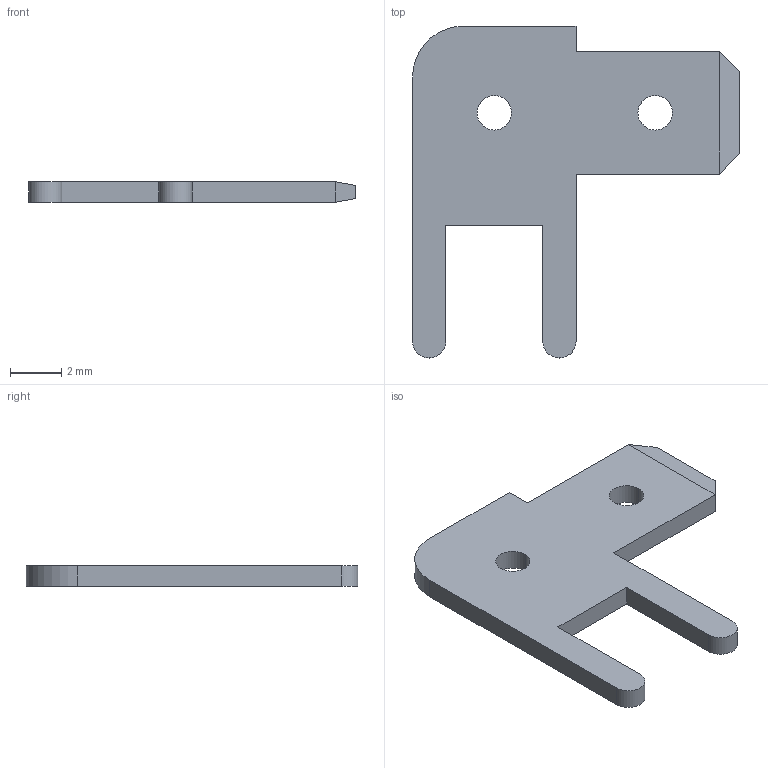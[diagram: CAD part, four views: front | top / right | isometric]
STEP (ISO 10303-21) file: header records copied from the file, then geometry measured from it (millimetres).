
FILE_DESCRIPTION(('STEP AP214'),'1');
FILE_NAME('1-726389-2.stp','2019-10-31T04:44:06',('TraceParts'),('TraceParts S.A.'),'Spatial InterOp 3D',' ',' ');
FILE_SCHEMA(('AUTOMOTIVE_DESIGN { 1 0 10303 214 1 1 1 1 }'));
Length unit declared in the file: millimetre
Products named in the file (1): 1-726389-2
Bounding box: 12.8 x 13 x 0.8 mm (x, y, z)
Volume: 71.1 mm3; surface area: 231.8 mm2
Topology: 1 solids, 1 shells, 23 faces, 59 edges, 38 vertices
Faces by surface type: plane 16, cylinder 7
Entity records: 718 total; most frequent: CARTESIAN_POINT 121, DIRECTION 121, ORIENTED_EDGE 118, EDGE_CURVE 59, LINE 45, VECTOR 45, AXIS2_PLACEMENT_3D 38, VERTEX_POINT 38
